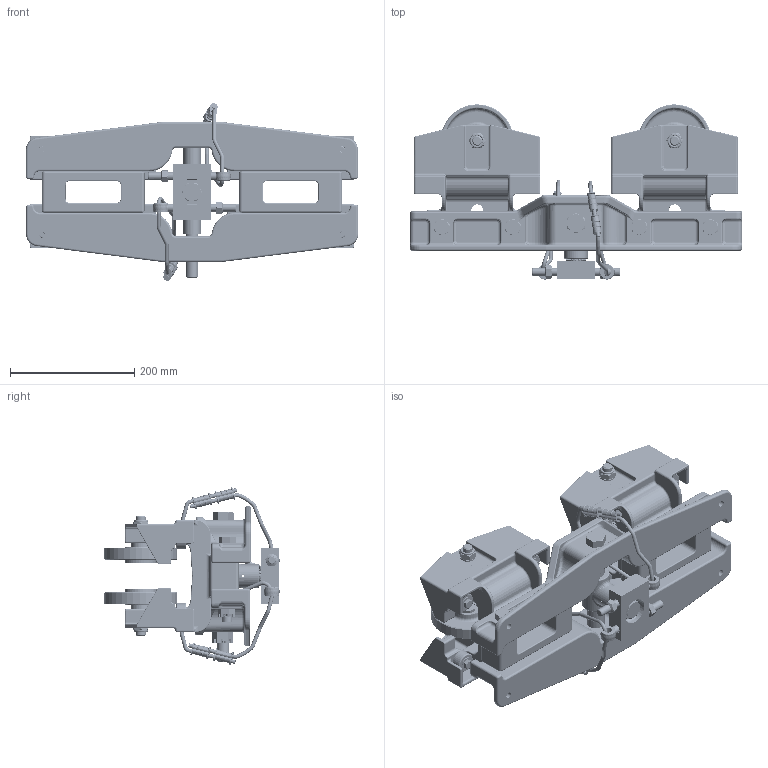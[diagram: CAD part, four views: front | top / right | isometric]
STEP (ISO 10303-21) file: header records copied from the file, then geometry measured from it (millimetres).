
FILE_DESCRIPTION((''),'2;1');
FILE_NAME('22214 ETA-8 MBC-1000-3-325 WO K.U.stp','2011-03-26T13:00:39',('jholman'),(''),'Autodesk Inventor 2011','Autodesk Inventor 2011','');
FILE_SCHEMA(('AUTOMOTIVE_DESIGN { 1 0 10303 214 1 1 1 1 }'));
Length unit declared in the file: inch
Products named in the file (35): 22214.iam (LevelofDetail1); 3D11E4B4C; 3D11N6B4B; Hex Bolt - UNC (Regular Thread - Inch) 5/8-11 UNC - 5; 3D1124B4A; 3D11X2B4A; 3D11F3B4A; Hex Bolt - UNC (Regular Thread - Inch) 3/4-10 UNC - 9; 3D11W2B4A; 3D11JUC4C; 3D11E5B4B; 3D11D9B4B; ANSI/AFBMA 21.1 NT - Thrust Needle Roller And Cage Assembly (Inch) 20NT01; 3D11S3B4B; 3D11T2B4A; 3D115FD4B; 3D11BOD4B; Prevailing Torque Type Hex Nut - UNC (Regular Thread - Inch)  (IFI) 1/2 - 13 Metal Type; 3D11RHB4D.iam (~1); 3D11M5B4D; 3D11OHB4D; 3D1127B4C; 3D11W6B4B; 3D11A6B4A; 3D11Q6B4B; 3D11K7B4B; 3D1144G4A; 3D1134G4A; 3D11NHB4B; 3D11X6B4A; 3D1153B4A; 3D11L3B4B; Hex Nut - UNC (Regular Thread - Inch) 3/8 - 16; 3D11QMD4D; 3D111MD4A
Assembly tree (66 placements, depth 4):
  22214.iam (LevelofDetail1)
    3D11E4B4C  x2
    3D11N6B4B
    Hex Bolt - UNC (Regular Thread - Inch) 5/8-11 UNC - 5  x4
    3D1124B4A  x4
    3D11X2B4A  x4
    3D11F3B4A
    Hex Bolt - UNC (Regular Thread - Inch) 3/4-10 UNC - 9
    3D11W2B4A
    3D11JUC4C
      3D11E5B4B
      3D11D9B4B  x4
      ANSI/AFBMA 21.1 NT - Thrust Needle Roller And Cage Assembly (Inch) 20NT01  x2
      3D11S3B4B
      3D11T2B4A
      3D115FD4B  x2
      3D11BOD4B
      Prevailing Torque Type Hex Nut - UNC (Regular Thread - Inch)  (IFI) 1/2 - 13 Metal Type  x2
    3D11RHB4D.iam (~1)  x2
      3D11M5B4D
      3D11OHB4D
        3D1127B4C
        3D11W6B4B
        3D11A6B4A
        3D11Q6B4B
        3D11K7B4B
      3D1144G4A
      3D1134G4A
      3D11NHB4B
        3D11X6B4A
        3D1153B4A  x2
        3D11L3B4B
      Hex Nut - UNC (Regular Thread - Inch) 3/8 - 16
    3D11QMD4D  x2
    3D111MD4A  x4
Bounding box: 533.61 x 281.54 x 285.72 mm (x, y, z)
Volume: 5698773.8 mm3; surface area: 1284004.3 mm2
Topology: 142 solids, 142 shells, 5630 faces, 13188 edges, 7543 vertices
Faces by surface type: cylinder 1797, plane 1278, bspline 1013, torus 837, sphere 376, cone 329
Full cylindrical faces by diameter (mm): 2 x32, 3.969 x5, 6.35 x29, 7.798 x8, 9.525 x16, 10.319 x4, 10.592 x2, 12.7 x4, 13.386 x4, 14.288 x10, 14.351 x4, 15.862 x4, 15.875 x4, 16.272 x4, 16.307 x4, 16.612 x4, 16.669 x8, 16.98 x4, 17.066 x8, 17.374 x4, 18.009 x1, 19.05 x2, 19.126 x4, 19.507 x1, 19.844 x2, 20 x2, 20.638 x2, 22.606 x4, 23.114 x4, 25.4 x5
Entity records: 57717 total; most frequent: CARTESIAN_POINT 19587, DIRECTION 7947, ORIENTED_EDGE 7414, EDGE_CURVE 3707, AXIS2_PLACEMENT_3D 3308, VERTEX_POINT 2258, EDGE_LOOP 1929, CIRCLE 1767
